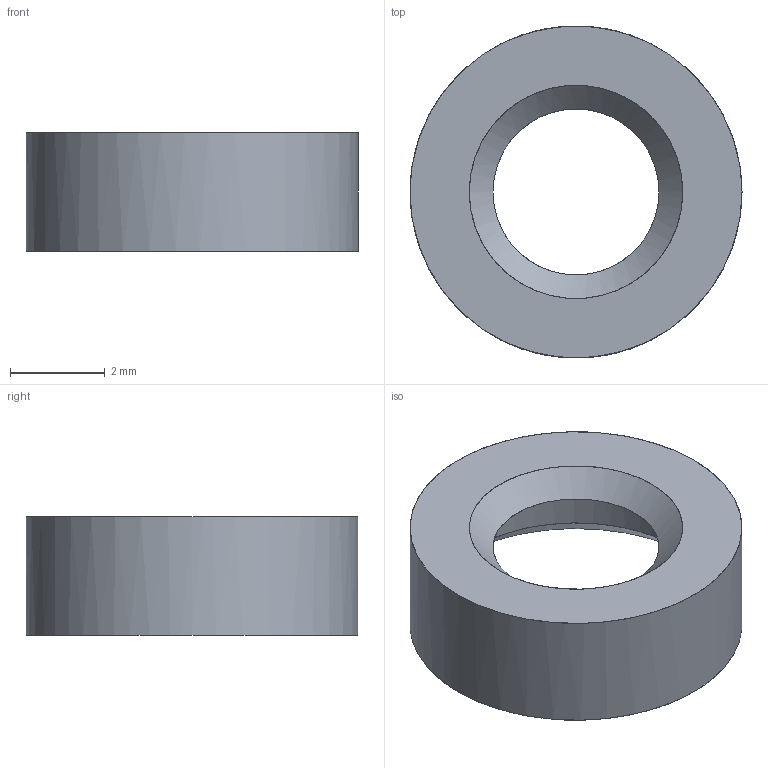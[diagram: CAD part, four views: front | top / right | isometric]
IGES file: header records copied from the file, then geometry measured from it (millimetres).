
Start section: C
Global section: file name: 9779807025.igs; native system: By Siemens PLM Incorporated; preprocessor: XPlus GENERIC/IGES 21.0.46; author: Author; organization: Title; date: 20180417.154914; units: millimetre
Bounding box: 7 x 6.99 x 2.5 mm (x, y, z)
Surface area: 148 mm2 (no closed solid volume)
Topology: 0 solids, 0 shells, 6 faces, 32 edges, 32 vertices
Faces by surface type: bspline 6
